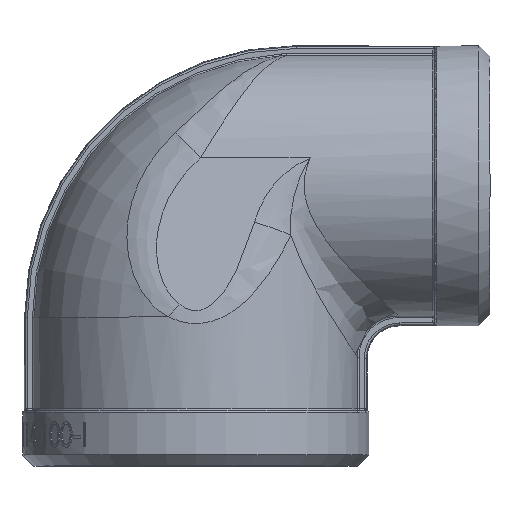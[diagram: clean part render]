
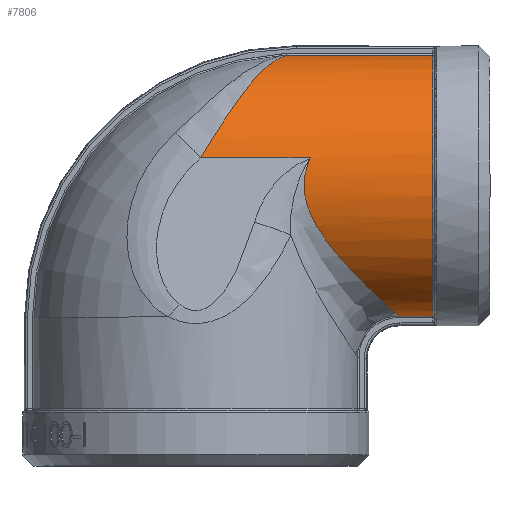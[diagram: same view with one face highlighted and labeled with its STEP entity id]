
A CAD part, top view. The second image highlights one B-rep face of the part: STEP entity #7806.
In plain terms, the highlighted cylindrical face has radius 19 mm (diameter 38 mm), a partial arc.
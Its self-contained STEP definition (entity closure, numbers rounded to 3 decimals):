
#3124 = CARTESIAN_POINT ( 'NONE',  ( 0.701, 3.979, 18.579 ) ) ;
#3138 = CARTESIAN_POINT ( 'NONE',  ( 34.25, 18.805, 2.714 ) ) ;
#3167 = CARTESIAN_POINT ( 'NONE',  ( 13.139, 18.805, 2.714 ) ) ;
#3178 = CARTESIAN_POINT ( 'NONE',  ( 29.283, -18.805, 2.714 ) ) ;
#3179 = CARTESIAN_POINT ( 'NONE',  ( 34.25, -18.805, 2.714 ) ) ;
#3210 = CARTESIAN_POINT ( 'NONE',  ( 16.512, 3.979, 18.579 ) ) ;
#7806 = ADVANCED_FACE ( 'NONE', ( #20161 ), #20279, .T. ) ;
#10061 = ORIENTED_EDGE ( 'NONE', *, *, #21365, .T. ) ;
#10069 = ORIENTED_EDGE ( 'NONE', *, *, #21502, .T. ) ;
#10140 = ORIENTED_EDGE ( 'NONE', *, *, #21356, .T. ) ;
#10150 = ORIENTED_EDGE ( 'NONE', *, *, #21436, .F. ) ;
#10182 = ORIENTED_EDGE ( 'NONE', *, *, #21366, .F. ) ;
#10184 = ORIENTED_EDGE ( 'NONE', *, *, #21388, .T. ) ;
#11545 = EDGE_LOOP ( 'NONE', ( #10140, #10184, #10182, #10069, #10150, #10061 ) ) ;
#12901 = VERTEX_POINT ( 'NONE', #3178 ) ;
#12911 = VERTEX_POINT ( 'NONE', #3179 ) ;
#12920 = VERTEX_POINT ( 'NONE', #3138 ) ;
#12936 = VERTEX_POINT ( 'NONE', #3167 ) ;
#12950 = VERTEX_POINT ( 'NONE', #3124 ) ;
#12952 = VERTEX_POINT ( 'NONE', #3210 ) ;
#15368 = VECTOR ( 'NONE', #17794, 1000. ) ;
#15369 = VECTOR ( 'NONE', #17633, 1000. ) ;
#15373 = AXIS2_PLACEMENT_3D ( 'NONE', #17621, #17622, #17618 ) ;
#15380 = CIRCLE ( 'NONE', #15373, 19. ) ;
#15458 = VECTOR ( 'NONE', #18114, 1000. ) ;
#17616 = LINE ( 'NONE', #17632, #15369 ) ;
#17618 = DIRECTION ( 'NONE',  ( 0., 0., 1. ) ) ;
#17621 = CARTESIAN_POINT ( 'NONE',  ( 34.25, 0., 0. ) ) ;
#17622 = DIRECTION ( 'NONE',  ( -1., 0., 0. ) ) ;
#17623 = CARTESIAN_POINT ( 'NONE',  ( 0.701, 3.979, 18.579 ) ) ;
#17632 = CARTESIAN_POINT ( 'NONE',  ( 21.25, -18.805, 2.714 ) ) ;
#17633 = DIRECTION ( 'NONE',  ( 1., 0., 0. ) ) ;
#17641 = CARTESIAN_POINT ( 'NONE',  ( 1.954, 6.012, 18.143 ) ) ;
#17657 = CARTESIAN_POINT ( 'NONE',  ( 12.598, 18.65, 3.784 ) ) ;
#17662 = CARTESIAN_POINT ( 'NONE',  ( 13.139, 18.805, 2.714 ) ) ;
#17693 = CARTESIAN_POINT ( 'NONE',  ( 4.422, 10.01, 16.598 ) ) ;
#17694 = CARTESIAN_POINT ( 'NONE',  ( 8.038, 15.162, 12.119 ) ) ;
#17702 = CARTESIAN_POINT ( 'NONE',  ( 10.894, 17.875, 7.104 ) ) ;
#17793 = CARTESIAN_POINT ( 'NONE',  ( 21.25, 18.805, 2.714 ) ) ;
#17794 = DIRECTION ( 'NONE',  ( -1., 0., 0. ) ) ;
#17797 = LINE ( 'NONE', #17793, #15368 ) ;
#17906 = CARTESIAN_POINT ( 'NONE',  ( 15.533, -1.56, 19.058 ) ) ;
#17907 = CARTESIAN_POINT ( 'NONE',  ( 15.713, 1.68, 18.976 ) ) ;
#17909 = CARTESIAN_POINT ( 'NONE',  ( 29.283, -18.805, 2.714 ) ) ;
#17910 = CARTESIAN_POINT ( 'NONE',  ( 25.113, -14.959, 12.335 ) ) ;
#17912 = CARTESIAN_POINT ( 'NONE',  ( 16.2, 3.23, 18.739 ) ) ;
#17923 = CARTESIAN_POINT ( 'NONE',  ( 16.962, -5.446, 18.387 ) ) ;
#17924 = CARTESIAN_POINT ( 'NONE',  ( 16.512, 3.979, 18.579 ) ) ;
#17937 = CARTESIAN_POINT ( 'NONE',  ( 28.164, -17.803, 7.133 ) ) ;
#17956 = CARTESIAN_POINT ( 'NONE',  ( 29.047, -18.593, 4.181 ) ) ;
#17957 = CARTESIAN_POINT ( 'NONE',  ( 20.82, -10.718, 16.116 ) ) ;
#18085 = LINE ( 'NONE', #18089, #15458 ) ;
#18089 = CARTESIAN_POINT ( 'NONE',  ( 21.25, 3.979, 18.579 ) ) ;
#18114 = DIRECTION ( 'NONE',  ( 1., 0., 0. ) ) ;
#18414 = B_SPLINE_CURVE_WITH_KNOTS ( 'NONE', 3,
 ( #17623, #17641, #17693, #17694, #17702, #17657, #17662 ),
 .UNSPECIFIED., .F., .F.,
 ( 4, 1, 1, 1, 4 ),
 ( 0., 0.286, 0.571, 0.857, 0.991 ),
 .UNSPECIFIED. ) ;
#18561 = B_SPLINE_CURVE_WITH_KNOTS ( 'NONE', 3,
 ( #17909, #17956, #17937, #17910, #17957, #17923, #17906, #17907, #17912, #17924 ),
 .UNSPECIFIED., .F., .F.,
 ( 4, 1, 1, 1, 1, 1, 1, 4 ),
 ( 0.006, 0.14, 0.283, 0.57, 0.713, 0.857, 0.928, 1. ),
 .UNSPECIFIED. ) ;
#20138 = AXIS2_PLACEMENT_3D ( 'NONE', #20303, #20313, #20318 ) ;
#20161 = FACE_OUTER_BOUND ( 'NONE', #11545, .T. ) ;
#20279 = CYLINDRICAL_SURFACE ( 'NONE', #20138, 19. ) ;
#20303 = CARTESIAN_POINT ( 'NONE',  ( 21.25, 0., 0. ) ) ;
#20313 = DIRECTION ( 'NONE',  ( 1., 0., 0. ) ) ;
#20318 = DIRECTION ( 'NONE',  ( 0., 1., 0. ) ) ;
#21356 = EDGE_CURVE ( 'NONE', #12911, #12920, #15380, .T. ) ;
#21365 = EDGE_CURVE ( 'NONE', #12901, #12911, #17616, .T. ) ;
#21366 = EDGE_CURVE ( 'NONE', #12950, #12936, #18414, .T. ) ;
#21388 = EDGE_CURVE ( 'NONE', #12920, #12936, #17797, .T. ) ;
#21436 = EDGE_CURVE ( 'NONE', #12901, #12952, #18561, .T. ) ;
#21502 = EDGE_CURVE ( 'NONE', #12950, #12952, #18085, .T. ) ;
